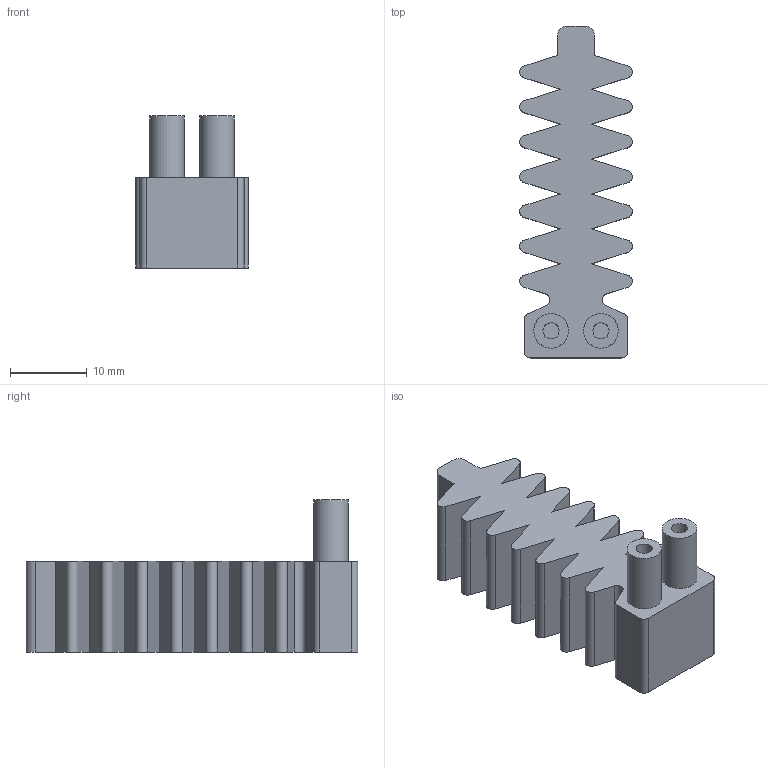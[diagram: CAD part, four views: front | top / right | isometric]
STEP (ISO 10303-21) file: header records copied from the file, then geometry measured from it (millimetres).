
FILE_DESCRIPTION(/* description */ (''),/* implementation_level */ '2;1');
FILE_NAME(/* name */ 'FlowBot_Bi-Directional_Actuator.stp',/* time_stamp */ '2024-02-29T19:49:49Z',/* author */ ('maksg'),/* organization */ (''),/* preprocessor_version */ 'ST-DEVELOPER v19.2',/* originating_system */ 'Autodesk Inventor 2024',/* authorisation */ '');
FILE_SCHEMA (('AUTOMOTIVE_DESIGN { 1 0 10303 214 3 1 1 }'));
Length unit declared in the file: millimetre
Products named in the file (1): Sawbot_MkI_Small
Bounding box: 14.69 x 43.22 x 19.8 mm (x, y, z)
Volume: 3686.4 mm3; surface area: 6686.1 mm2
Topology: 1 solids, 1 shells, 132 faces, 380 edges, 252 vertices
Faces by surface type: plane 86, cylinder 46
Full cylindrical faces by diameter (mm): 2.1 x2, 4.5 x2
Entity records: 4516 total; most frequent: CARTESIAN_POINT 765, ORIENTED_EDGE 760, DIRECTION 742, EDGE_CURVE 380, LINE 284, VECTOR 284, VERTEX_POINT 252, AXIS2_PLACEMENT_3D 229
